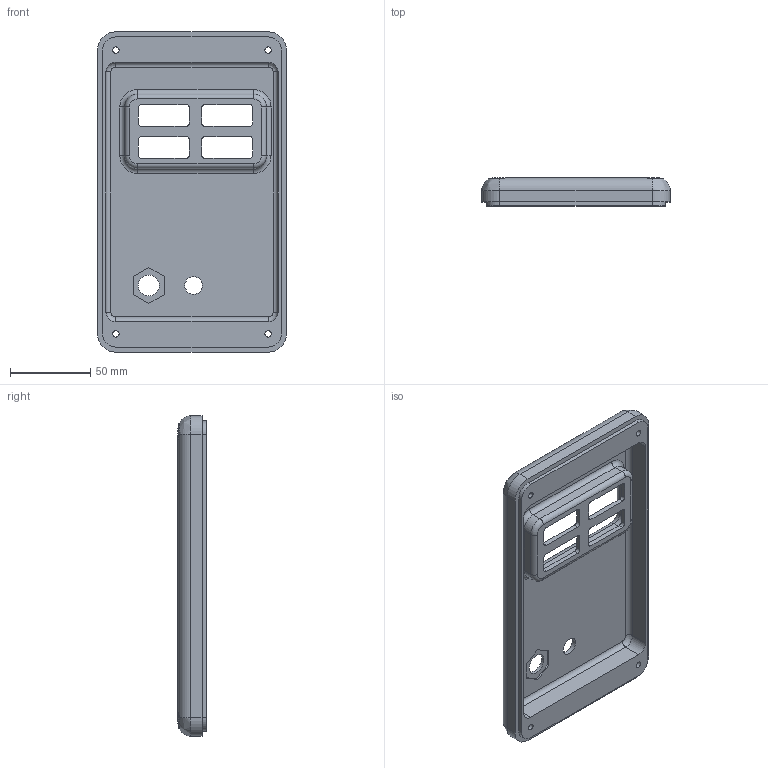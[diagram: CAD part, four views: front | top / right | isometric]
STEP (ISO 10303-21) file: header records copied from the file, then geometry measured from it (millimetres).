
FILE_DESCRIPTION(/* description */ (''),/* implementation_level */ '2;1');
FILE_NAME(/* name */ 'Back.stp',/* time_stamp */ '2024-08-22T21:51:04-05:00',/* author */ ('Stefano'),/* organization */ (''),/* preprocessor_version */ 'ST-DEVELOPER v19.2',/* originating_system */ 'Autodesk Inventor 2024',/* authorisation */ '');
FILE_SCHEMA (('AUTOMOTIVE_DESIGN { 1 0 10303 214 3 1 1 }'));
Length unit declared in the file: millimetre
Products named in the file (1): Component4
Bounding box: 117.8 x 17.5 x 199.8 mm (x, y, z)
Volume: 144918.6 mm3; surface area: 65757 mm2
Topology: 1 solids, 1 shells, 163 faces, 402 edges, 246 vertices
Faces by surface type: cylinder 70, plane 53, torus 24, bspline 16
Full cylindrical faces by diameter (mm): 4 x4, 8 x4, 11 x1, 13 x1
Entity records: 5182 total; most frequent: CARTESIAN_POINT 1172, DIRECTION 872, ORIENTED_EDGE 804, EDGE_CURVE 402, AXIS2_PLACEMENT_3D 338, VERTEX_POINT 246, LINE 196, VECTOR 196
